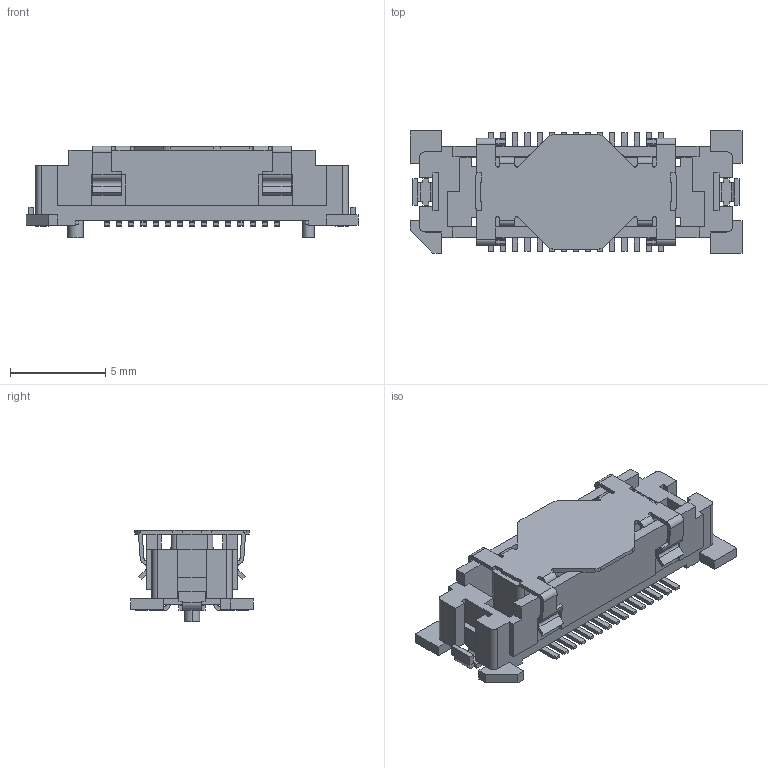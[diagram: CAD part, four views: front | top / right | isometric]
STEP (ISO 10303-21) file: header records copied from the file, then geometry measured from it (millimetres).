
FILE_DESCRIPTION(('FreeCAD Model'),'2;1');
FILE_NAME('Molex_SlimStack_52885_0374_2x15_P0_64mm_Vertical_cp.step', '2019-10-24T10:08:33',('kicad StepUp'),('ksu MCAD'), 'Open CASCADE STEP processor 7.3','FreeCAD','Unknown');
FILE_SCHEMA(('AUTOMOTIVE_DESIGN { 1 0 10303 214 1 1 1 1 }'));
Products named in the file (1): Molex_SlimStack_52885_0374_2x15_P0_64mm_Vertical_cp
Bounding box: 17.4 x 6.4 x 4.8 mm (x, y, z)
Volume: 204 mm3; surface area: 689.5 mm2
Topology: 1 solids, 1 shells, 855 faces, 2399 edges, 1594 vertices
Faces by surface type: plane 697, cylinder 158
Entity records: 64925 total; most frequent: CARTESIAN_POINT 10511, DIRECTION 9093, LINE 6541, VECTOR 6541, ORIENTED_EDGE 4798, PCURVE 4798, DEFINITIONAL_REPRESENTATION 4798, EDGE_CURVE 2399
